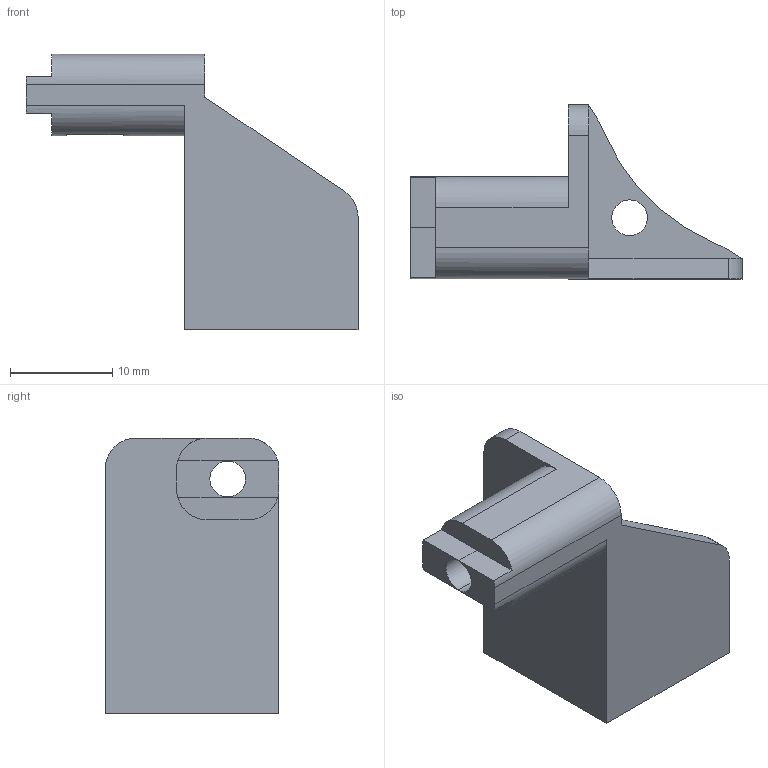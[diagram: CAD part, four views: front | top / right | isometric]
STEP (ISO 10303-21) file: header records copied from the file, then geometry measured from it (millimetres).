
FILE_DESCRIPTION (( 'STEP AP214' ), '1' );
FILE_NAME ('Suporte_fan_1.step', '2016-04-29T10:40:30', ( '' ), ( '' ), 'SwSTEP 2.0', 'SolidWorks 2016', '' );
FILE_SCHEMA (( 'AUTOMOTIVE_DESIGN' ));
Length unit declared in the file: millimetre
Products named in the file (1): Suporte_fan_1
Bounding box: 32.5 x 17 x 27 mm (x, y, z)
Volume: 2298.8 mm3; surface area: 2509.9 mm2
Topology: 1 solids, 1 shells, 39 faces, 109 edges, 72 vertices
Faces by surface type: plane 24, cylinder 15
Entity records: 1740 total; most frequent: DIRECTION 227, CARTESIAN_POINT 221, ORIENTED_EDGE 218, EDGE_CURVE 109, AXIS2_PLACEMENT_3D 78, VERTEX_POINT 72, VECTOR 71, LINE 71
